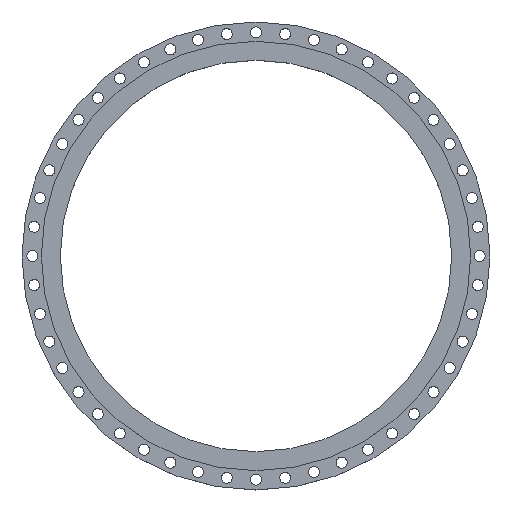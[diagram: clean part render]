
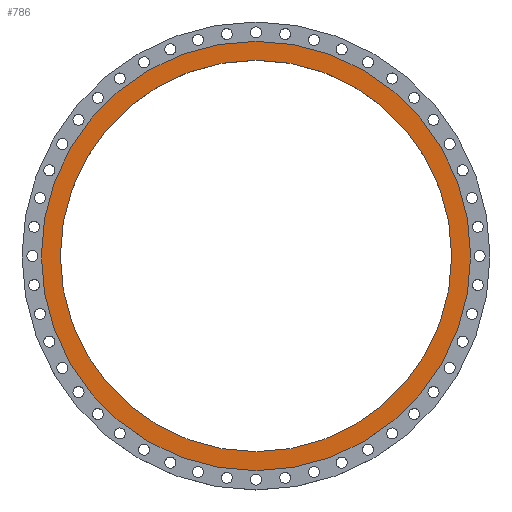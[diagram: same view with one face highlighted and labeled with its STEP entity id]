
A CAD part, top view. The second image highlights one B-rep face of the part: STEP entity #786.
In plain terms, the highlighted planar face has unit normal (0, 0, 1).
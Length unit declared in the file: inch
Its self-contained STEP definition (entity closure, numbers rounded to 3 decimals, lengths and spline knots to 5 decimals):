
#110 = ORIENTED_EDGE ( 'NONE', *, *, #2295, .T. ) ;
#123 = CIRCLE ( 'NONE', #1617, 15.5 ) ;
#144 = AXIS2_PLACEMENT_3D ( 'NONE', #1249, #2505, #3690 ) ;
#422 = EDGE_CURVE ( 'NONE', #2233, #2493, #3942, .T. ) ;
#495 = CARTESIAN_POINT ( 'NONE',  ( 17., 0., 0. ) ) ;
#539 = CIRCLE ( 'NONE', #1457, 17. ) ;
#786 = ADVANCED_FACE ( 'NONE', ( #2392, #1738 ), #3631, .F. ) ;
#1156 = DIRECTION ( 'NONE',  ( 1., 0., 0. ) ) ;
#1165 = EDGE_LOOP ( 'NONE', ( #3632, #110 ) ) ;
#1249 = CARTESIAN_POINT ( 'NONE',  ( 0., 0., 0. ) ) ;
#1352 = DIRECTION ( 'NONE',  ( 0., 0., 1. ) ) ;
#1374 = DIRECTION ( 'NONE',  ( 1., 0., 0. ) ) ;
#1415 = ORIENTED_EDGE ( 'NONE', *, *, #422, .F. ) ;
#1455 = EDGE_LOOP ( 'NONE', ( #3687, #1415 ) ) ;
#1457 = AXIS2_PLACEMENT_3D ( 'NONE', #3363, #2745, #1156 ) ;
#1617 = AXIS2_PLACEMENT_3D ( 'NONE', #2007, #3298, #2407 ) ;
#1655 = CARTESIAN_POINT ( 'NONE',  ( 15.5, 0., 0. ) ) ;
#1738 = FACE_OUTER_BOUND ( 'NONE', #1165, .T. ) ;
#1757 = EDGE_CURVE ( 'NONE', #3817, #1812, #539, .T. ) ;
#1812 = VERTEX_POINT ( 'NONE', #2394 ) ;
#1969 = AXIS2_PLACEMENT_3D ( 'NONE', #3257, #1352, #1374 ) ;
#2007 = CARTESIAN_POINT ( 'NONE',  ( 0., 0., 0. ) ) ;
#2085 = CARTESIAN_POINT ( 'NONE',  ( 0., 15.5, 0. ) ) ;
#2233 = VERTEX_POINT ( 'NONE', #2743 ) ;
#2295 = EDGE_CURVE ( 'NONE', #1812, #3817, #2955, .T. ) ;
#2392 = FACE_BOUND ( 'NONE', #1455, .T. ) ;
#2394 = CARTESIAN_POINT ( 'NONE',  ( -17., 0., 0. ) ) ;
#2407 = DIRECTION ( 'NONE',  ( 1., 0., 0. ) ) ;
#2493 = VERTEX_POINT ( 'NONE', #1655 ) ;
#2505 = DIRECTION ( 'NONE',  ( 0., 0., 1. ) ) ;
#2743 = CARTESIAN_POINT ( 'NONE',  ( -15.5, 0., 0. ) ) ;
#2745 = DIRECTION ( 'NONE',  ( 0., 0., 1. ) ) ;
#2940 = EDGE_CURVE ( 'NONE', #2493, #2233, #123, .T. ) ;
#2955 = CIRCLE ( 'NONE', #144, 17. ) ;
#3257 = CARTESIAN_POINT ( 'NONE',  ( 0., 0., 0. ) ) ;
#3298 = DIRECTION ( 'NONE',  ( 0., 0., 1. ) ) ;
#3303 = DIRECTION ( 'NONE',  ( 0., 0., -1. ) ) ;
#3321 = DIRECTION ( 'NONE',  ( -1., 0., 0. ) ) ;
#3363 = CARTESIAN_POINT ( 'NONE',  ( 0., 0., 0. ) ) ;
#3457 = AXIS2_PLACEMENT_3D ( 'NONE', #2085, #3303, #3321 ) ;
#3631 = PLANE ( 'NONE',  #3457 ) ;
#3632 = ORIENTED_EDGE ( 'NONE', *, *, #1757, .T. ) ;
#3687 = ORIENTED_EDGE ( 'NONE', *, *, #2940, .F. ) ;
#3690 = DIRECTION ( 'NONE',  ( 1., 0., 0. ) ) ;
#3817 = VERTEX_POINT ( 'NONE', #495 ) ;
#3942 = CIRCLE ( 'NONE', #1969, 15.5 ) ;
